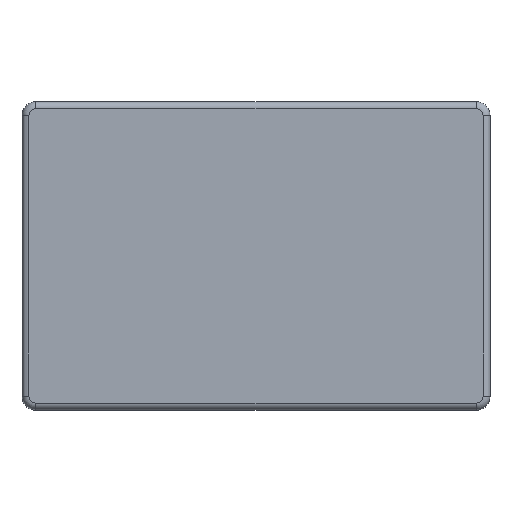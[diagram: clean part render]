
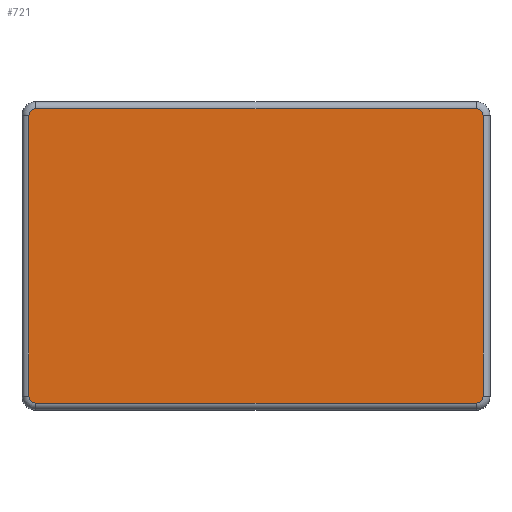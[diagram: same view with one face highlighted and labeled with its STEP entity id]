
A CAD part, top view. The second image highlights one B-rep face of the part: STEP entity #721.
In plain terms, the highlighted planar face has unit normal (0, 0, 1).
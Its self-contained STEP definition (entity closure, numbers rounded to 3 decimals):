
#56=DIRECTION('',(1.,0.,0.));
#84=VECTOR('',#56,1.);
#92=DIRECTION('',(0.,0.,-1.));
#99=VECTOR('',#100,1.);
#100=DIRECTION('',(0.,-1.,0.));
#114=VECTOR('',#115,1.);
#115=DIRECTION('',(-1.,0.,0.));
#123=DIRECTION('',(0.,-1.,0.));
#129=VECTOR('',#130,1.);
#130=DIRECTION('',(0.,1.,0.));
#136=DIRECTION('',(-1.,0.,0.));
#170=DIRECTION('',(-1.,0.,0.));
#425=DIRECTION('',(0.,1.,0.));
#493=DIRECTION('',(1.,0.,0.));
#570=VERTEX_POINT('',#571);
#571=CARTESIAN_POINT('',(-1.85,3.,15.1));
#575=ORIENTED_EDGE('',*,*,#576,.T.);
#576=EDGE_CURVE('',#570,#577,#579,.T.);
#577=VERTEX_POINT('',#578);
#578=CARTESIAN_POINT('',(29.85,3.,15.1));
#579=LINE('',#571,#84);
#592=VERTEX_POINT('',#593);
#593=CARTESIAN_POINT('',(-2.35,2.5,15.1));
#600=EDGE_CURVE('',#592,#570,#601,.T.);
#601=CIRCLE('',#602,0.5);
#602=AXIS2_PLACEMENT_3D('',#603,#92,#136);
#603=CARTESIAN_POINT('',(-1.85,2.5,15.1));
#611=VERTEX_POINT('',#612);
#612=CARTESIAN_POINT('',(30.35,2.5,15.1));
#617=EDGE_CURVE('',#577,#611,#618,.T.);
#618=CIRCLE('',#619,0.5);
#619=AXIS2_PLACEMENT_3D('',#620,#92,#425);
#620=CARTESIAN_POINT('',(29.85,2.5,15.1));
#628=VERTEX_POINT('',#629);
#629=CARTESIAN_POINT('',(-2.35,-17.7,15.1));
#633=ORIENTED_EDGE('',*,*,#634,.T.);
#634=EDGE_CURVE('',#628,#592,#635,.T.);
#635=LINE('',#629,#129);
#642=ORIENTED_EDGE('',*,*,#643,.T.);
#643=EDGE_CURVE('',#611,#644,#646,.T.);
#644=VERTEX_POINT('',#645);
#645=CARTESIAN_POINT('',(30.35,-17.7,15.1));
#646=LINE('',#612,#99);
#660=VERTEX_POINT('',#661);
#661=CARTESIAN_POINT('',(-1.85,-18.2,15.1));
#667=EDGE_CURVE('',#660,#628,#668,.T.);
#668=CIRCLE('',#669,0.5);
#669=AXIS2_PLACEMENT_3D('',#670,#92,#123);
#670=CARTESIAN_POINT('',(-1.85,-17.7,15.1));
#678=VERTEX_POINT('',#679);
#679=CARTESIAN_POINT('',(29.85,-18.2,15.1));
#684=EDGE_CURVE('',#644,#678,#685,.T.);
#685=CIRCLE('',#686,0.5);
#686=AXIS2_PLACEMENT_3D('',#687,#92,#493);
#687=CARTESIAN_POINT('',(29.85,-17.7,15.1));
#693=ORIENTED_EDGE('',*,*,#694,.T.);
#694=EDGE_CURVE('',#678,#660,#695,.T.);
#695=LINE('',#679,#114);
#721=ADVANCED_FACE('',(#722),#728,.F.);
#722=FACE_BOUND('',#723,.F.);
#723=EDGE_LOOP('',(#575,#724,#642,#725,#693,#726,#633,#727));
#724=ORIENTED_EDGE('',*,*,#617,.T.);
#725=ORIENTED_EDGE('',*,*,#684,.T.);
#726=ORIENTED_EDGE('',*,*,#667,.T.);
#727=ORIENTED_EDGE('',*,*,#600,.T.);
#728=PLANE('',#729);
#729=AXIS2_PLACEMENT_3D('',#730,#92,#170);
#730=CARTESIAN_POINT('',(14.,-7.6,15.1));
